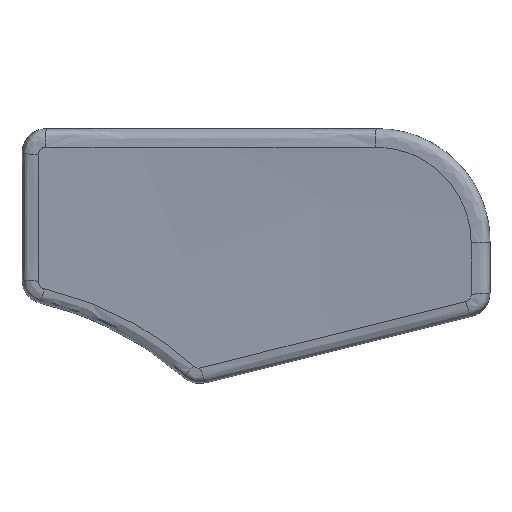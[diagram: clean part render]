
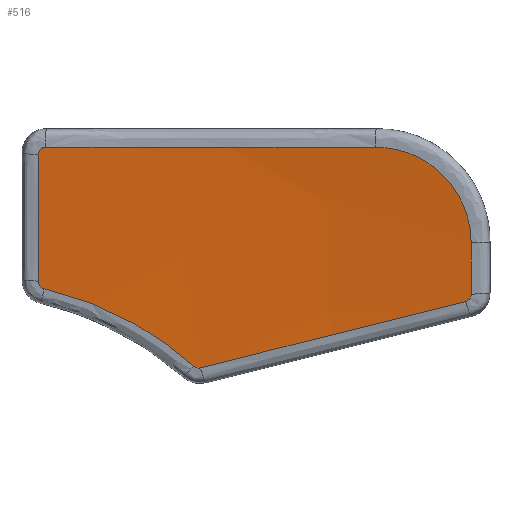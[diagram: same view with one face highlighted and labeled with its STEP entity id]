
A CAD part, top view. The second image highlights one B-rep face of the part: STEP entity #516.
In plain terms, the highlighted spherical face has radius 325 mm.
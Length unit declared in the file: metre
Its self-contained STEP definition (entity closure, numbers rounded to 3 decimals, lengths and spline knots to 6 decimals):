
#123=ORIENTED_EDGE('',*,*,#275,.T.);
#124=ORIENTED_EDGE('',*,*,#276,.T.);
#125=ORIENTED_EDGE('',*,*,#277,.T.);
#126=ORIENTED_EDGE('',*,*,#278,.T.);
#127=ORIENTED_EDGE('',*,*,#279,.T.);
#128=ORIENTED_EDGE('',*,*,#280,.T.);
#129=ORIENTED_EDGE('',*,*,#281,.T.);
#130=ORIENTED_EDGE('',*,*,#282,.T.);
#131=ORIENTED_EDGE('',*,*,#283,.T.);
#132=ORIENTED_EDGE('',*,*,#284,.T.);
#275=EDGE_CURVE('',#351,#352,#397,.T.);
#276=EDGE_CURVE('',#352,#353,#398,.T.);
#277=EDGE_CURVE('',#353,#354,#399,.T.);
#278=EDGE_CURVE('',#354,#355,#400,.T.);
#279=EDGE_CURVE('',#355,#356,#401,.T.);
#280=EDGE_CURVE('',#356,#357,#402,.T.);
#281=EDGE_CURVE('',#357,#358,#403,.T.);
#282=EDGE_CURVE('',#358,#359,#404,.T.);
#283=EDGE_CURVE('',#359,#360,#405,.T.);
#284=EDGE_CURVE('',#360,#351,#406,.T.);
#351=VERTEX_POINT('',#741);
#352=VERTEX_POINT('',#742);
#353=VERTEX_POINT('',#747);
#354=VERTEX_POINT('',#752);
#355=VERTEX_POINT('',#757);
#356=VERTEX_POINT('',#765);
#357=VERTEX_POINT('',#770);
#358=VERTEX_POINT('',#775);
#359=VERTEX_POINT('',#780);
#360=VERTEX_POINT('',#785);
#397=B_SPLINE_CURVE_WITH_KNOTS('',3,(#737,#738,#739,#740),.UNSPECIFIED.,
 .F.,.F.,(4,4),(0.,1.),.UNSPECIFIED.);
#398=B_SPLINE_CURVE_WITH_KNOTS('',3,(#743,#744,#745,#746),.UNSPECIFIED.,
 .F.,.F.,(4,4),(0.,1.),.UNSPECIFIED.);
#399=B_SPLINE_CURVE_WITH_KNOTS('',3,(#748,#749,#750,#751),.UNSPECIFIED.,
 .F.,.F.,(4,4),(0.,1.),.UNSPECIFIED.);
#400=B_SPLINE_CURVE_WITH_KNOTS('',3,(#753,#754,#755,#756),.UNSPECIFIED.,
 .F.,.F.,(4,4),(0.,1.),.UNSPECIFIED.);
#401=B_SPLINE_CURVE_WITH_KNOTS('',3,(#758,#759,#760,#761,#762,#763,#764),
 .UNSPECIFIED.,.F.,.F.,(4,1,1,1,4),(0.,0.25,0.5,0.75,1.),.UNSPECIFIED.);
#402=B_SPLINE_CURVE_WITH_KNOTS('',3,(#766,#767,#768,#769),.UNSPECIFIED.,
 .F.,.F.,(4,4),(0.,1.),.UNSPECIFIED.);
#403=B_SPLINE_CURVE_WITH_KNOTS('',3,(#771,#772,#773,#774),.UNSPECIFIED.,
 .F.,.F.,(4,4),(0.,1.),.UNSPECIFIED.);
#404=B_SPLINE_CURVE_WITH_KNOTS('',3,(#776,#777,#778,#779),.UNSPECIFIED.,
 .F.,.F.,(4,4),(0.,1.),.UNSPECIFIED.);
#405=B_SPLINE_CURVE_WITH_KNOTS('',3,(#781,#782,#783,#784),.UNSPECIFIED.,
 .F.,.F.,(4,4),(0.,1.),.UNSPECIFIED.);
#406=B_SPLINE_CURVE_WITH_KNOTS('',3,(#786,#787,#788,#789,#790,#791),
 .UNSPECIFIED.,.F.,.F.,(4,1,1,4),(0.,0.25,0.5,1.),.UNSPECIFIED.);
#427=EDGE_LOOP('',(#123,#124,#125,#126,#127,#128,#129,#130,#131,#132));
#471=FACE_BOUND('',#427,.T.);
#515=SPHERICAL_SURFACE('',#567,0.325);
#516=ADVANCED_FACE('',(#471),#515,.F.);
#567=AXIS2_PLACEMENT_3D('',#736,#615,#616);
#615=DIRECTION('',(-1.,0.,0.));
#616=DIRECTION('',(0.,0.,-1.));
#736=CARTESIAN_POINT('',(0.038795,-0.00334,0.3558));
#737=CARTESIAN_POINT('',(0.05844,0.019348,0.032189));
#738=CARTESIAN_POINT('',(0.05861,0.019196,0.032188));
#739=CARTESIAN_POINT('',(0.058852,0.019136,0.032199));
#740=CARTESIAN_POINT('',(0.059073,0.019191,0.032217));
#741=CARTESIAN_POINT('',(0.05844,0.019348,0.032189));
#742=CARTESIAN_POINT('',(0.059073,0.019191,0.032217));
#743=CARTESIAN_POINT('',(0.059073,0.019191,0.032217));
#744=CARTESIAN_POINT('',(0.067607,0.021319,0.0329));
#745=CARTESIAN_POINT('',(0.075608,0.023313,0.0339));
#746=CARTESIAN_POINT('',(0.083065,0.025173,0.035094));
#747=CARTESIAN_POINT('',(0.083065,0.025173,0.035094));
#748=CARTESIAN_POINT('',(0.083065,0.025173,0.035094));
#749=CARTESIAN_POINT('',(0.083375,0.02525,0.035144));
#750=CARTESIAN_POINT('',(0.083593,0.025528,0.035199));
#751=CARTESIAN_POINT('',(0.083593,0.025849,0.035228));
#752=CARTESIAN_POINT('',(0.083593,0.025849,0.035228));
#753=CARTESIAN_POINT('',(0.083593,0.025849,0.035228));
#754=CARTESIAN_POINT('',(0.083593,0.027402,0.03537));
#755=CARTESIAN_POINT('',(0.083593,0.028953,0.035523));
#756=CARTESIAN_POINT('',(0.083593,0.030504,0.035686));
#757=CARTESIAN_POINT('',(0.083593,0.030504,0.035686));
#758=CARTESIAN_POINT('',(0.083593,0.030504,0.035686));
#759=CARTESIAN_POINT('',(0.083593,0.031652,0.035808));
#760=CARTESIAN_POINT('',(0.08314,0.033902,0.035995));
#761=CARTESIAN_POINT('',(0.081215,0.036792,0.036083));
#762=CARTESIAN_POINT('',(0.078319,0.038716,0.035959));
#763=CARTESIAN_POINT('',(0.076077,0.039164,0.035753));
#764=CARTESIAN_POINT('',(0.074933,0.039164,0.035624));
#765=CARTESIAN_POINT('',(0.074933,0.039164,0.035624));
#766=CARTESIAN_POINT('',(0.074933,0.039164,0.035624));
#767=CARTESIAN_POINT('',(0.065066,0.039164,0.034511));
#768=CARTESIAN_POINT('',(0.055099,0.039164,0.033848));
#769=CARTESIAN_POINT('',(0.045071,0.039164,0.033652));
#770=CARTESIAN_POINT('',(0.045071,0.039164,0.033652));
#771=CARTESIAN_POINT('',(0.045071,0.039164,0.033652));
#772=CARTESIAN_POINT('',(0.044684,0.039164,0.033645));
#773=CARTESIAN_POINT('',(0.044374,0.038849,0.033598));
#774=CARTESIAN_POINT('',(0.044374,0.038467,0.033548));
#775=CARTESIAN_POINT('',(0.044374,0.038467,0.033548));
#776=CARTESIAN_POINT('',(0.044374,0.038467,0.033548));
#777=CARTESIAN_POINT('',(0.044374,0.034665,0.033055));
#778=CARTESIAN_POINT('',(0.044374,0.030854,0.032629));
#779=CARTESIAN_POINT('',(0.044374,0.027036,0.032271));
#780=CARTESIAN_POINT('',(0.044374,0.027036,0.032271));
#781=CARTESIAN_POINT('',(0.044374,0.027036,0.032271));
#782=CARTESIAN_POINT('',(0.044374,0.026712,0.03224));
#783=CARTESIAN_POINT('',(0.044598,0.02643,0.032218));
#784=CARTESIAN_POINT('',(0.044915,0.026357,0.032218));
#785=CARTESIAN_POINT('',(0.044915,0.026357,0.032218));
#786=CARTESIAN_POINT('',(0.044915,0.026357,0.032218));
#787=CARTESIAN_POINT('',(0.046176,0.026068,0.032215));
#788=CARTESIAN_POINT('',(0.048637,0.025338,0.03221));
#789=CARTESIAN_POINT('',(0.053377,0.023242,0.032199));
#790=CARTESIAN_POINT('',(0.056524,0.021065,0.032193));
#791=CARTESIAN_POINT('',(0.05844,0.019348,0.032189));
